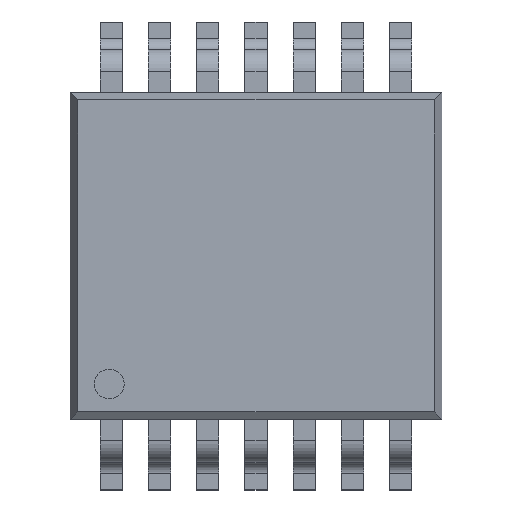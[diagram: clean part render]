
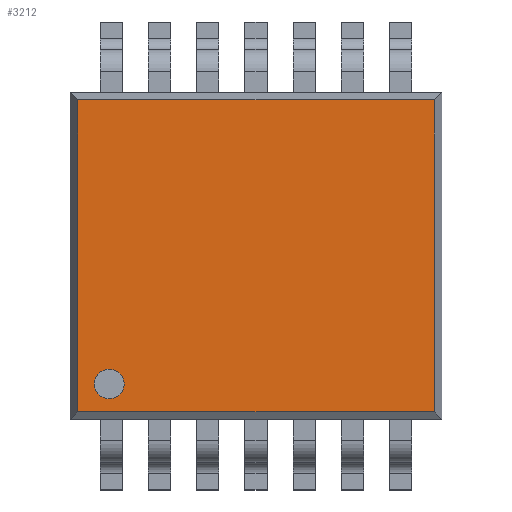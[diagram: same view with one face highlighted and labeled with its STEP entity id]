
A CAD part, top view. The second image highlights one B-rep face of the part: STEP entity #3212.
In plain terms, the highlighted planar face has unit normal (0, 0, 1).
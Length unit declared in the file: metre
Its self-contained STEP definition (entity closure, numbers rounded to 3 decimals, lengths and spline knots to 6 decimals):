
#219=CIRCLE('',#3704,0.0002);
#1077=ORIENTED_EDGE('',*,*,#1553,.T.);
#1078=ORIENTED_EDGE('',*,*,#1554,.T.);
#1079=ORIENTED_EDGE('',*,*,#1555,.T.);
#1080=ORIENTED_EDGE('',*,*,#1556,.T.);
#1081=ORIENTED_EDGE('',*,*,#1557,.T.);
#1553=EDGE_CURVE('',#1859,#1860,#2189,.T.);
#1554=EDGE_CURVE('',#1860,#1861,#2190,.T.);
#1555=EDGE_CURVE('',#1861,#1862,#2191,.T.);
#1556=EDGE_CURVE('',#1862,#1859,#2192,.T.);
#1557=EDGE_CURVE('',#1863,#1863,#219,.F.);
#1859=VERTEX_POINT('',#5588);
#1860=VERTEX_POINT('',#5589);
#1861=VERTEX_POINT('',#5591);
#1862=VERTEX_POINT('',#5593);
#1863=VERTEX_POINT('',#5596);
#2189=LINE('',#5587,#2525);
#2190=LINE('',#5590,#2526);
#2191=LINE('',#5592,#2527);
#2192=LINE('',#5594,#2528);
#2525=VECTOR('',#4637,1.);
#2526=VECTOR('',#4638,1.);
#2527=VECTOR('',#4639,1.);
#2528=VECTOR('',#4640,1.);
#2713=EDGE_LOOP('',(#1077,#1078,#1079,#1080));
#2714=EDGE_LOOP('',(#1081));
#2899=FACE_BOUND('',#2713,.T.);
#2900=FACE_BOUND('',#2714,.T.);
#3029=PLANE('',#3703);
#3212=ADVANCED_FACE('',(#2899,#2900),#3029,.T.);
#3703=AXIS2_PLACEMENT_3D('',#5586,#4635,#4636);
#3704=AXIS2_PLACEMENT_3D('',#5595,#4641,#4642);
#4635=DIRECTION('',(0.,0.,1.));
#4636=DIRECTION('',(1.,0.,0.));
#4637=DIRECTION('',(0.,1.,0.));
#4638=DIRECTION('',(-1.,0.,0.));
#4639=DIRECTION('',(0.,-1.,0.));
#4640=DIRECTION('',(1.,0.,0.));
#4641=DIRECTION('',(0.,0.,1.));
#4642=DIRECTION('',(1.,0.,0.));
#5586=CARTESIAN_POINT('',(0.,0.,0.001));
#5587=CARTESIAN_POINT('',(0.0024,0.,0.001));
#5588=CARTESIAN_POINT('',(0.0024,-0.0021,0.001));
#5589=CARTESIAN_POINT('',(0.0024,0.0021,0.001));
#5590=CARTESIAN_POINT('',(0.,0.0021,0.001));
#5591=CARTESIAN_POINT('',(-0.0024,0.0021,0.001));
#5592=CARTESIAN_POINT('',(-0.0024,-0.0022,0.001));
#5593=CARTESIAN_POINT('',(-0.0024,-0.0021,0.001));
#5594=CARTESIAN_POINT('',(0.0025,-0.0021,0.001));
#5595=CARTESIAN_POINT('',(-0.001975,-0.001725,0.001));
#5596=CARTESIAN_POINT('',(-0.001775,-0.001725,0.001));
